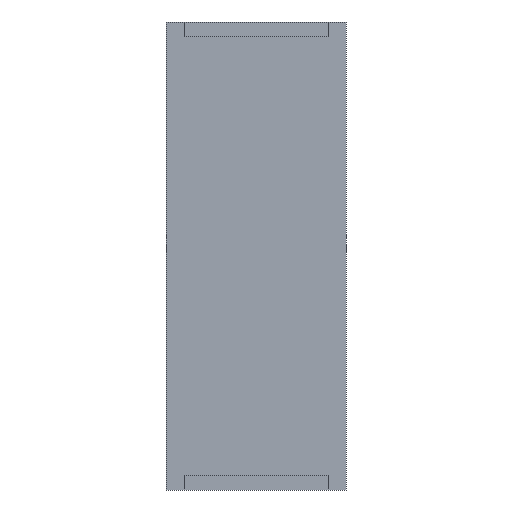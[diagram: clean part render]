
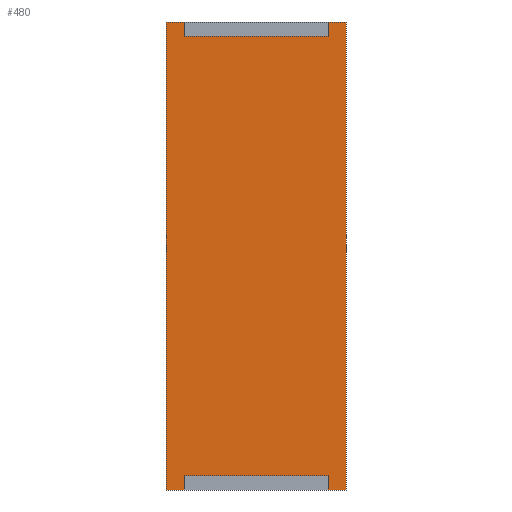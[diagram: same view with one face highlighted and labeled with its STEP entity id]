
A CAD part, front view. The second image highlights one B-rep face of the part: STEP entity #480.
In plain terms, the highlighted planar face has unit normal (0, -1, 0).
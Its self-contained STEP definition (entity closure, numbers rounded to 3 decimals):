
#32=FACE_OUTER_BOUND('',#59,.T.);
#59=EDGE_LOOP('',(#347,#348,#349,#350,#351,#352,#353,#354,#355,#356,#357,
#358));
#81=LINE('',#680,#143);
#85=LINE('',#689,#147);
#89=LINE('',#696,#151);
#92=LINE('',#703,#154);
#96=LINE('',#711,#158);
#99=LINE('',#717,#161);
#103=LINE('',#725,#165);
#104=LINE('',#727,#166);
#105=LINE('',#728,#167);
#106=LINE('',#730,#168);
#107=LINE('',#732,#169);
#108=LINE('',#733,#170);
#143=VECTOR('',#554,10.);
#147=VECTOR('',#560,10.);
#151=VECTOR('',#566,10.);
#154=VECTOR('',#573,10.);
#158=VECTOR('',#579,10.);
#161=VECTOR('',#584,10.);
#165=VECTOR('',#592,10.);
#166=VECTOR('',#593,10.);
#167=VECTOR('',#594,10.);
#168=VECTOR('',#595,10.);
#169=VECTOR('',#596,10.);
#170=VECTOR('',#597,10.);
#205=VERTEX_POINT('',#678);
#206=VERTEX_POINT('',#679);
#209=VERTEX_POINT('',#687);
#210=VERTEX_POINT('',#688);
#213=VERTEX_POINT('',#701);
#214=VERTEX_POINT('',#702);
#217=VERTEX_POINT('',#710);
#219=VERTEX_POINT('',#716);
#221=VERTEX_POINT('',#724);
#222=VERTEX_POINT('',#726);
#223=VERTEX_POINT('',#729);
#224=VERTEX_POINT('',#731);
#249=EDGE_CURVE('',#205,#206,#81,.T.);
#253=EDGE_CURVE('',#209,#210,#85,.T.);
#257=EDGE_CURVE('',#210,#205,#89,.T.);
#260=EDGE_CURVE('',#213,#214,#92,.T.);
#264=EDGE_CURVE('',#214,#217,#96,.T.);
#267=EDGE_CURVE('',#217,#219,#99,.T.);
#271=EDGE_CURVE('',#206,#221,#103,.T.);
#272=EDGE_CURVE('',#221,#222,#104,.T.);
#273=EDGE_CURVE('',#222,#213,#105,.T.);
#274=EDGE_CURVE('',#219,#223,#106,.T.);
#275=EDGE_CURVE('',#223,#224,#107,.T.);
#276=EDGE_CURVE('',#224,#209,#108,.T.);
#347=ORIENTED_EDGE('',*,*,#253,.T.);
#348=ORIENTED_EDGE('',*,*,#257,.T.);
#349=ORIENTED_EDGE('',*,*,#249,.T.);
#350=ORIENTED_EDGE('',*,*,#271,.T.);
#351=ORIENTED_EDGE('',*,*,#272,.T.);
#352=ORIENTED_EDGE('',*,*,#273,.T.);
#353=ORIENTED_EDGE('',*,*,#260,.T.);
#354=ORIENTED_EDGE('',*,*,#264,.T.);
#355=ORIENTED_EDGE('',*,*,#267,.T.);
#356=ORIENTED_EDGE('',*,*,#274,.T.);
#357=ORIENTED_EDGE('',*,*,#275,.T.);
#358=ORIENTED_EDGE('',*,*,#276,.T.);
#455=PLANE('',#527);
#480=ADVANCED_FACE('',(#32),#455,.T.);
#527=AXIS2_PLACEMENT_3D('',#723,#590,#591);
#554=DIRECTION('',(0.,0.,-1.));
#560=DIRECTION('',(0.,0.,1.));
#566=DIRECTION('',(1.,0.,0.));
#573=DIRECTION('',(0.,0.,-1.));
#579=DIRECTION('',(-1.,0.,0.));
#584=DIRECTION('',(0.,0.,1.));
#590=DIRECTION('center_axis',(0.,-1.,0.));
#591=DIRECTION('ref_axis',(0.,0.,-1.));
#592=DIRECTION('',(1.,0.,0.));
#593=DIRECTION('',(0.,0.,1.));
#594=DIRECTION('',(-1.,0.,0.));
#595=DIRECTION('',(-1.,0.,0.));
#596=DIRECTION('',(0.,0.,-1.));
#597=DIRECTION('',(1.,0.,0.));
#678=CARTESIAN_POINT('',(20.,-2.5,-61.));
#679=CARTESIAN_POINT('',(20.,-2.5,-65.));
#680=CARTESIAN_POINT('',(20.,-2.5,-32.5));
#687=CARTESIAN_POINT('',(-20.,-2.5,-65.));
#688=CARTESIAN_POINT('',(-20.,-2.5,-61.));
#689=CARTESIAN_POINT('',(-20.,-2.5,-30.5));
#696=CARTESIAN_POINT('',(10.,-2.5,-61.));
#701=CARTESIAN_POINT('',(20.,-2.5,65.));
#702=CARTESIAN_POINT('',(20.,-2.5,61.));
#703=CARTESIAN_POINT('',(20.,-2.5,30.5));
#710=CARTESIAN_POINT('',(-20.,-2.5,61.));
#711=CARTESIAN_POINT('',(-10.,-2.5,61.));
#716=CARTESIAN_POINT('',(-20.,-2.5,65.));
#717=CARTESIAN_POINT('',(-20.,-2.5,32.5));
#723=CARTESIAN_POINT('Origin',(0.,-2.5,0.));
#724=CARTESIAN_POINT('',(25.,-2.5,-65.));
#725=CARTESIAN_POINT('',(-25.,-2.5,-65.));
#726=CARTESIAN_POINT('',(25.,-2.5,65.));
#727=CARTESIAN_POINT('',(25.,-2.5,-65.));
#728=CARTESIAN_POINT('',(25.,-2.5,65.));
#729=CARTESIAN_POINT('',(-25.,-2.5,65.));
#730=CARTESIAN_POINT('',(25.,-2.5,65.));
#731=CARTESIAN_POINT('',(-25.,-2.5,-65.));
#732=CARTESIAN_POINT('',(-25.,-2.5,65.));
#733=CARTESIAN_POINT('',(-25.,-2.5,-65.));
